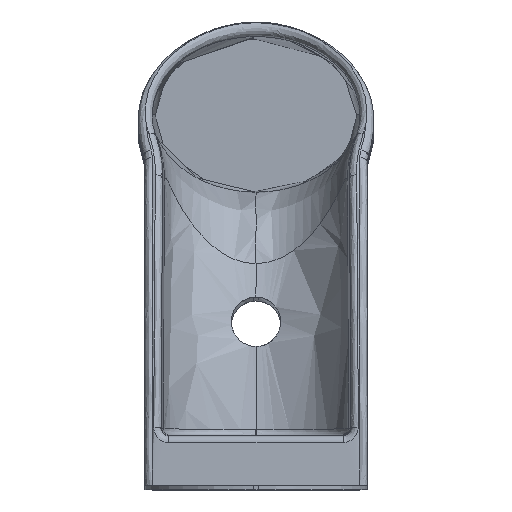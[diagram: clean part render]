
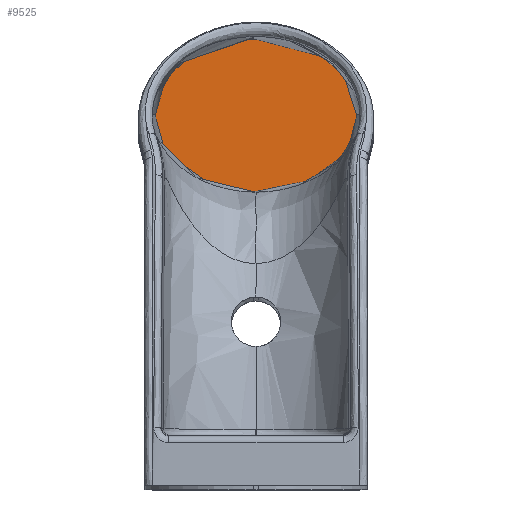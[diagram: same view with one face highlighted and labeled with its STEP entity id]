
A CAD part, top view. The second image highlights one B-rep face of the part: STEP entity #9525.
In plain terms, the highlighted face is planar.
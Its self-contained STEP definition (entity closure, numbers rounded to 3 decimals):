
#960 = EDGE_LOOP ( 'NONE', ( #2667, #3423 ) ) ;
#1212 = CARTESIAN_POINT ( 'NONE',  ( 16.314, 0., -23. ) ) ;
#1228 = CARTESIAN_POINT ( 'NONE',  ( 16.314, -0.813, -23. ) ) ;
#1245 = CARTESIAN_POINT ( 'NONE',  ( 16.207, -1.626, -23. ) ) ;
#1261 = CARTESIAN_POINT ( 'NONE',  ( 15.785, -3.218, -23. ) ) ;
#1301 = CARTESIAN_POINT ( 'NONE',  ( 15.47, -3.997, -23. ) ) ;
#1319 = CARTESIAN_POINT ( 'NONE',  ( 14.232, -6.238, -23. ) ) ;
#1352 = CARTESIAN_POINT ( 'NONE',  ( 13.015, -7.602, -23. ) ) ;
#1355 = CARTESIAN_POINT ( 'NONE',  ( 9.99, -9.871, -23. ) ) ;
#1371 = CARTESIAN_POINT ( 'NONE',  ( 8.183, -10.776, -23. ) ) ;
#1373 = CARTESIAN_POINT ( 'NONE',  ( 4.25, -11.997, -23. ) ) ;
#1405 = CARTESIAN_POINT ( 'NONE',  ( 2.125, -12.314, -23. ) ) ;
#1425 = CARTESIAN_POINT ( 'NONE',  ( -2.125, -12.314, -23. ) ) ;
#1466 = CARTESIAN_POINT ( 'NONE',  ( -4.25, -11.997, -23. ) ) ;
#1469 = CARTESIAN_POINT ( 'NONE',  ( -8.183, -10.776, -23. ) ) ;
#1487 = CARTESIAN_POINT ( 'NONE',  ( -9.99, -9.871, -23. ) ) ;
#1492 = CARTESIAN_POINT ( 'NONE',  ( -13.015, -7.602, -23. ) ) ;
#1507 = CARTESIAN_POINT ( 'NONE',  ( -14.232, -6.238, -23. ) ) ;
#1524 = CARTESIAN_POINT ( 'NONE',  ( -15.47, -3.997, -23. ) ) ;
#1528 = CARTESIAN_POINT ( 'NONE',  ( -15.785, -3.218, -23. ) ) ;
#1562 = CARTESIAN_POINT ( 'NONE',  ( -16.207, -1.626, -23. ) ) ;
#1730 = CARTESIAN_POINT ( 'NONE',  ( -16.314, -0.813, -23. ) ) ;
#1782 = DIRECTION ( 'NONE',  ( 1., 0., 0. ) ) ;
#1787 = DIRECTION ( 'NONE',  ( 0., 0., 1. ) ) ;
#1789 = CARTESIAN_POINT ( 'NONE',  ( -16.314, 0., -23. ) ) ;
#1802 = CARTESIAN_POINT ( 'NONE',  ( -1.411, 1.406, -23. ) ) ;
#1908 = CARTESIAN_POINT ( 'NONE',  ( 16.314, 0., -23. ) ) ;
#2066 = PLANE ( 'NONE',  #12100 ) ;
#2129 = CARTESIAN_POINT ( 'NONE',  ( -16.314, 0., -23. ) ) ;
#2667 = ORIENTED_EDGE ( 'NONE', *, *, #5979, .F. ) ;
#2906 = VERTEX_POINT ( 'NONE', #1908 ) ;
#3093 = B_SPLINE_CURVE_WITH_KNOTS ( 'NONE', 3,
 ( #1789, #1730, #1562, #1528, #1524, #1507, #1492, #1487, #1469, #1466, #1425, #1405, #1373, #1371, #1355, #1352, #1319, #1301, #1261, #1245, #1228, #1212 ),
 .UNSPECIFIED., .F., .F.,
 ( 4, 2, 2, 2, 2, 2, 2, 2, 2, 2, 4 ),
 ( 0., 0.003, 0.006, 0.011, 0.017, 0.023, 0.028, 0.034, 0.039, 0.042, 0.045 ),
 .UNSPECIFIED. ) ;
#3336 = FACE_OUTER_BOUND ( 'NONE', #960, .T. ) ;
#3423 = ORIENTED_EDGE ( 'NONE', *, *, #5497, .F. ) ;
#5497 = EDGE_CURVE ( 'NONE', #2906, #7808, #12119, .T. ) ;
#5979 = EDGE_CURVE ( 'NONE', #7808, #2906, #3093, .T. ) ;
#7664 = CARTESIAN_POINT ( 'NONE',  ( -16.314, 0., -23. ) ) ;
#7665 = CARTESIAN_POINT ( 'NONE',  ( -16.314, 0.813, -23. ) ) ;
#7697 = CARTESIAN_POINT ( 'NONE',  ( -16.207, 1.626, -23. ) ) ;
#7699 = CARTESIAN_POINT ( 'NONE',  ( -15.785, 3.218, -23. ) ) ;
#7728 = CARTESIAN_POINT ( 'NONE',  ( -15.47, 3.997, -23. ) ) ;
#7730 = CARTESIAN_POINT ( 'NONE',  ( -14.232, 6.238, -23. ) ) ;
#7741 = CARTESIAN_POINT ( 'NONE',  ( -13.015, 7.602, -23. ) ) ;
#7742 = CARTESIAN_POINT ( 'NONE',  ( -9.99, 9.871, -23. ) ) ;
#7782 = CARTESIAN_POINT ( 'NONE',  ( -8.183, 10.776, -23. ) ) ;
#7808 = VERTEX_POINT ( 'NONE', #2129 ) ;
#7813 = CARTESIAN_POINT ( 'NONE',  ( -4.25, 11.997, -23. ) ) ;
#7815 = CARTESIAN_POINT ( 'NONE',  ( -2.125, 12.314, -23. ) ) ;
#7829 = CARTESIAN_POINT ( 'NONE',  ( 2.125, 12.314, -23. ) ) ;
#7831 = CARTESIAN_POINT ( 'NONE',  ( 4.25, 11.997, -23. ) ) ;
#7848 = CARTESIAN_POINT ( 'NONE',  ( 8.183, 10.776, -23. ) ) ;
#7858 = CARTESIAN_POINT ( 'NONE',  ( 9.99, 9.871, -23. ) ) ;
#7870 = CARTESIAN_POINT ( 'NONE',  ( 13.015, 7.602, -23. ) ) ;
#7885 = CARTESIAN_POINT ( 'NONE',  ( 14.232, 6.238, -23. ) ) ;
#7897 = CARTESIAN_POINT ( 'NONE',  ( 15.47, 3.997, -23. ) ) ;
#7899 = CARTESIAN_POINT ( 'NONE',  ( 15.785, 3.218, -23. ) ) ;
#7911 = CARTESIAN_POINT ( 'NONE',  ( 16.207, 1.626, -23. ) ) ;
#8159 = CARTESIAN_POINT ( 'NONE',  ( 16.314, 0.813, -23. ) ) ;
#8175 = CARTESIAN_POINT ( 'NONE',  ( 16.314, 0., -23. ) ) ;
#9525 = ADVANCED_FACE ( 'NONE', ( #3336 ), #2066, .F. ) ;
#12100 = AXIS2_PLACEMENT_3D ( 'NONE', #1802, #1787, #1782 ) ;
#12119 = B_SPLINE_CURVE_WITH_KNOTS ( 'NONE', 3,
 ( #8175, #8159, #7911, #7899, #7897, #7885, #7870, #7858, #7848, #7831, #7829, #7815, #7813, #7782, #7742, #7741, #7730, #7728, #7699, #7697, #7665, #7664 ),
 .UNSPECIFIED., .F., .F.,
 ( 4, 2, 2, 2, 2, 2, 2, 2, 2, 2, 4 ),
 ( 0.045, 0.048, 0.051, 0.056, 0.062, 0.068, 0.073, 0.079, 0.084, 0.087, 0.09 ),
 .UNSPECIFIED. ) ;
